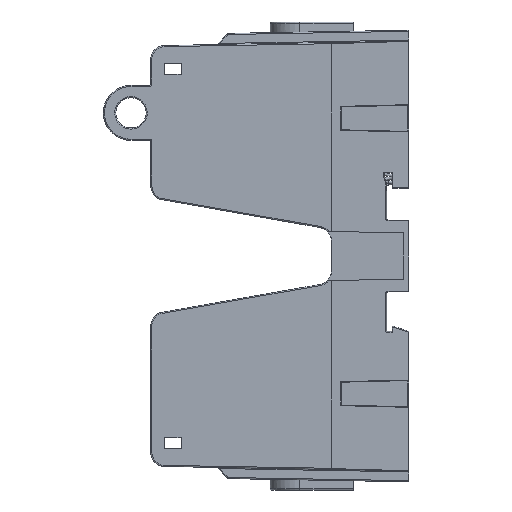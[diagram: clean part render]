
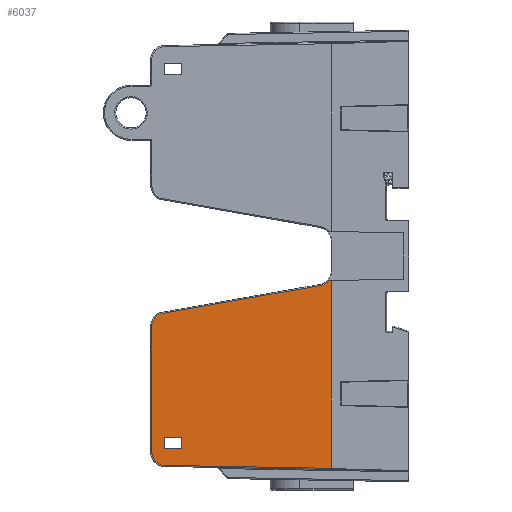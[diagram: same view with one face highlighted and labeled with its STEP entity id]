
A CAD part, left-side view. The second image highlights one B-rep face of the part: STEP entity #6037.
In plain terms, the highlighted face is planar.
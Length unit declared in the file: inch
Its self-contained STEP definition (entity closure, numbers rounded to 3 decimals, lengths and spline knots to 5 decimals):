
#239 = ORIENTED_EDGE ( 'NONE', *, *, #11711, .T. ) ;
#341 = CARTESIAN_POINT ( 'NONE',  ( 0.30102, 0.74748, 0.98858 ) ) ;
#554 = CARTESIAN_POINT ( 'NONE',  ( 1.90014, 0.73618, 2.28359 ) ) ;
#2377 = DIRECTION ( 'NONE',  ( 1., 0., 0. ) ) ;
#2410 = DIRECTION ( 'NONE',  ( 0., -0.009, 1. ) ) ;
#2709 =( BOUNDED_CURVE ( )  B_SPLINE_CURVE ( 3, ( #8357, #19180, #554, #15418 ),
 .UNSPECIFIED., .F., .F. ) 
 B_SPLINE_CURVE_WITH_KNOTS ( ( 4, 4 ),
 ( 3.14159, 4.69494 ),
 .UNSPECIFIED. ) 
 CURVE ( )  GEOMETRIC_REPRESENTATION_ITEM ( )  RATIONAL_B_SPLINE_CURVE ( ( 1., 0.809, 0.809, 1. ) ) 
 REPRESENTATION_ITEM ( '' )  );
#2984 = DIRECTION ( 'NONE',  ( -1., 0., 0. ) ) ;
#3763 = VECTOR ( 'NONE', #44245, 39.37008 ) ;
#3837 = VERTEX_POINT ( 'NONE', #37467 ) ;
#5274 = CARTESIAN_POINT ( 'NONE',  ( 0.22261, 0.74981, 0.72228 ) ) ;
#5828 =( BOUNDED_CURVE ( )  B_SPLINE_CURVE ( 3, ( #8902, #27768, #43184, #28542 ),
 .UNSPECIFIED., .F., .F. ) 
 B_SPLINE_CURVE_WITH_KNOTS ( ( 4, 4 ),
 ( 4.88692, 6.28319 ),
 .UNSPECIFIED. ) 
 CURVE ( )  GEOMETRIC_REPRESENTATION_ITEM ( )  RATIONAL_B_SPLINE_CURVE ( ( 1., 0.844, 0.844, 1. ) ) 
 REPRESENTATION_ITEM ( '' )  );
#6037 = ADVANCED_FACE ( 'NONE', ( #43393, #32526 ), #13133, .T. ) ;
#6109 = VECTOR ( 'NONE', #22372, 39.37008 ) ;
#6308 = ORIENTED_EDGE ( 'NONE', *, *, #29141, .T. ) ;
#6802 = LINE ( 'NONE', #10816, #6109 ) ;
#7053 = VERTEX_POINT ( 'NONE', #21175 ) ;
#7614 = ORIENTED_EDGE ( 'NONE', *, *, #24828, .T. ) ;
#8357 = CARTESIAN_POINT ( 'NONE',  ( 1.78632, 0.73577, 2.33016 ) ) ;
#8720 = ORIENTED_EDGE ( 'NONE', *, *, #46231, .T. ) ;
#8902 = CARTESIAN_POINT ( 'NONE',  ( 0.52082, 0.7366, 2.23513 ) ) ;
#9704 = VECTOR ( 'NONE', #2410, 39.37008 ) ;
#9977 = CARTESIAN_POINT ( 'NONE',  ( 1.92778, 0.75, 0.7 ) ) ;
#10816 = CARTESIAN_POINT ( 'NONE',  ( 1.93778, 0.73678, 2.21507 ) ) ;
#10957 = CARTESIAN_POINT ( 'NONE',  ( 0.26806, 0.74911, 0.80164 ) ) ;
#11711 = EDGE_CURVE ( 'NONE', #3837, #23929, #29458, .T. ) ;
#12154 = LINE ( 'NONE', #31773, #23938 ) ;
#12390 = ORIENTED_EDGE ( 'NONE', *, *, #44252, .T. ) ;
#13133 = PLANE ( 'NONE',  #25924 ) ;
#13231 = ORIENTED_EDGE ( 'NONE', *, *, #19916, .T. ) ;
#13468 = CARTESIAN_POINT ( 'NONE',  ( 1.65, 0.75, 0.7 ) ) ;
#14139 = CARTESIAN_POINT ( 'NONE',  ( 1.92778, 0.75, 0.69983 ) ) ;
#14198 = LINE ( 'NONE', #28822, #19166 ) ;
#14415 = EDGE_CURVE ( 'NONE', #36677, #14416, #6802, .T. ) ;
#14416 = VERTEX_POINT ( 'NONE', #41557 ) ;
#15082 = EDGE_CURVE ( 'NONE', #14416, #3837, #32614, .T. ) ;
#15418 = CARTESIAN_POINT ( 'NONE',  ( 1.9013, 0.73676, 2.21716 ) ) ;
#15840 = ORIENTED_EDGE ( 'NONE', *, *, #23265, .T. ) ;
#15874 = VECTOR ( 'NONE', #42691, 39.37008 ) ;
#17963 = CARTESIAN_POINT ( 'NONE',  ( 1.75, 0.73678, 2.21507 ) ) ;
#18231 = VERTEX_POINT ( 'NONE', #46839 ) ;
#18584 = EDGE_CURVE ( 'NONE', #29596, #24485, #5828, .T. ) ;
#19166 = VECTOR ( 'NONE', #2377, 39.37008 ) ;
#19180 = CARTESIAN_POINT ( 'NONE',  ( 1.85275, 0.73577, 2.33016 ) ) ;
#19440 = DIRECTION ( 'NONE',  ( 0.017, -0.009, 1. ) ) ;
#19458 = CARTESIAN_POINT ( 'NONE',  ( 0.63408, 0.73577, 2.33016 ) ) ;
#19832 = VECTOR ( 'NONE', #2984, 39.37008 ) ;
#19916 = EDGE_CURVE ( 'NONE', #23673, #30534, #48954, .T. ) ;
#20939 = VERTEX_POINT ( 'NONE', #36276 ) ;
#21168 = CARTESIAN_POINT ( 'NONE',  ( 1.93778, 0.75, 0.7 ) ) ;
#21175 = CARTESIAN_POINT ( 'NONE',  ( 1.78632, 0.73577, 2.33016 ) ) ;
#21612 = CARTESIAN_POINT ( 'NONE',  ( -1.95, 0.75, 0.7 ) ) ;
#22027 = CARTESIAN_POINT ( 'NONE',  ( 0.26255, 0.74939, 0.77039 ) ) ;
#22372 = DIRECTION ( 'NONE',  ( -1., 0., 0. ) ) ;
#22602 = VERTEX_POINT ( 'NONE', #9977 ) ;
#23029 = CARTESIAN_POINT ( 'NONE',  ( 1.75, 0.73809, 2.06507 ) ) ;
#23265 = EDGE_CURVE ( 'NONE', #22602, #20939, #33471, .T. ) ;
#23673 = VERTEX_POINT ( 'NONE', #28887 ) ;
#23929 = VERTEX_POINT ( 'NONE', #23029 ) ;
#23938 = VECTOR ( 'NONE', #19440, 39.37008 ) ;
#23976 = LINE ( 'NONE', #341, #15874 ) ;
#24485 = VERTEX_POINT ( 'NONE', #19458 ) ;
#24655 = ORIENTED_EDGE ( 'NONE', *, *, #39006, .T. ) ;
#24678 = CARTESIAN_POINT ( 'NONE',  ( 1.93778, 0.73809, 2.06507 ) ) ;
#24828 = EDGE_CURVE ( 'NONE', #23929, #36677, #36938, .T. ) ;
#25801 = CARTESIAN_POINT ( 'NONE',  ( 1.75, 0.75, 0.7 ) ) ;
#25924 = AXIS2_PLACEMENT_3D ( 'NONE', #21168, #32020, #39352 ) ;
#25962 = LINE ( 'NONE', #14139, #41620 ) ;
#26365 = ORIENTED_EDGE ( 'NONE', *, *, #15082, .T. ) ;
#27768 = CARTESIAN_POINT ( 'NONE',  ( 0.53096, 0.7361, 2.29263 ) ) ;
#28192 = CARTESIAN_POINT ( 'NONE',  ( 0.52082, 0.7366, 2.23513 ) ) ;
#28542 = CARTESIAN_POINT ( 'NONE',  ( 0.63408, 0.73577, 2.33016 ) ) ;
#28822 = CARTESIAN_POINT ( 'NONE',  ( 1.78632, 0.73577, 2.33016 ) ) ;
#28887 = CARTESIAN_POINT ( 'NONE',  ( 0.22261, 0.74981, 0.72228 ) ) ;
#29141 = EDGE_CURVE ( 'NONE', #7053, #18231, #2709, .T. ) ;
#29458 = LINE ( 'NONE', #24678, #48609 ) ;
#29504 = DIRECTION ( 'NONE',  ( 0.017, 0.009, -1. ) ) ;
#29596 = VERTEX_POINT ( 'NONE', #28192 ) ;
#30534 = VERTEX_POINT ( 'NONE', #42352 ) ;
#31773 = CARTESIAN_POINT ( 'NONE',  ( 0.21012, 0.75605, 0.0066 ) ) ;
#32020 = DIRECTION ( 'NONE',  ( 0., 1., 0.009 ) ) ;
#32514 = DIRECTION ( 'NONE',  ( 1., 0., 0. ) ) ;
#32526 = FACE_OUTER_BOUND ( 'NONE', #37563, .T. ) ;
#32614 = LINE ( 'NONE', #13468, #3763 ) ;
#33471 = LINE ( 'NONE', #21612, #19832 ) ;
#33903 = CARTESIAN_POINT ( 'NONE',  ( 0.24678, 0.74963, 0.74285 ) ) ;
#34742 = ORIENTED_EDGE ( 'NONE', *, *, #18584, .T. ) ;
#36276 = CARTESIAN_POINT ( 'NONE',  ( 0.22222, 0.75, 0.7 ) ) ;
#36562 = ORIENTED_EDGE ( 'NONE', *, *, #46796, .T. ) ;
#36677 = VERTEX_POINT ( 'NONE', #17963 ) ;
#36938 = LINE ( 'NONE', #25801, #9704 ) ;
#37467 = CARTESIAN_POINT ( 'NONE',  ( 1.65, 0.73809, 2.06507 ) ) ;
#37563 = EDGE_LOOP ( 'NONE', ( #6308, #12390, #15840, #36562, #13231, #8720, #34742, #24655 ) ) ;
#39006 = EDGE_CURVE ( 'NONE', #24485, #7053, #14198, .T. ) ;
#39352 = DIRECTION ( 'NONE',  ( 0., -0.009, 1. ) ) ;
#41557 = CARTESIAN_POINT ( 'NONE',  ( 1.65, 0.73678, 2.21507 ) ) ;
#41620 = VECTOR ( 'NONE', #29504, 39.37008 ) ;
#42352 = CARTESIAN_POINT ( 'NONE',  ( 0.26806, 0.74911, 0.80164 ) ) ;
#42691 = DIRECTION ( 'NONE',  ( 0.174, -0.009, 0.985 ) ) ;
#43087 = ORIENTED_EDGE ( 'NONE', *, *, #14415, .T. ) ;
#43184 = CARTESIAN_POINT ( 'NONE',  ( 0.57569, 0.73577, 2.33016 ) ) ;
#43393 = FACE_BOUND ( 'NONE', #46310, .T. ) ;
#44245 = DIRECTION ( 'NONE',  ( 0., 0.009, -1. ) ) ;
#44252 = EDGE_CURVE ( 'NONE', #18231, #22602, #25962, .T. ) ;
#46231 = EDGE_CURVE ( 'NONE', #30534, #29596, #23976, .T. ) ;
#46310 = EDGE_LOOP ( 'NONE', ( #43087, #26365, #239, #7614 ) ) ;
#46796 = EDGE_CURVE ( 'NONE', #20939, #23673, #12154, .T. ) ;
#46839 = CARTESIAN_POINT ( 'NONE',  ( 1.9013, 0.73676, 2.21716 ) ) ;
#48609 = VECTOR ( 'NONE', #32514, 39.37008 ) ;
#48954 =( BOUNDED_CURVE ( )  B_SPLINE_CURVE ( 3, ( #5274, #33903, #22027, #10957 ),
 .UNSPECIFIED., .F., .F. ) 
 B_SPLINE_CURVE_WITH_KNOTS ( ( 4, 4 ),
 ( 3.84669, 4.53786 ),
 .UNSPECIFIED. ) 
 CURVE ( )  GEOMETRIC_REPRESENTATION_ITEM ( )  RATIONAL_B_SPLINE_CURVE ( ( 1., 0.961, 0.961, 1. ) ) 
 REPRESENTATION_ITEM ( '' )  );
